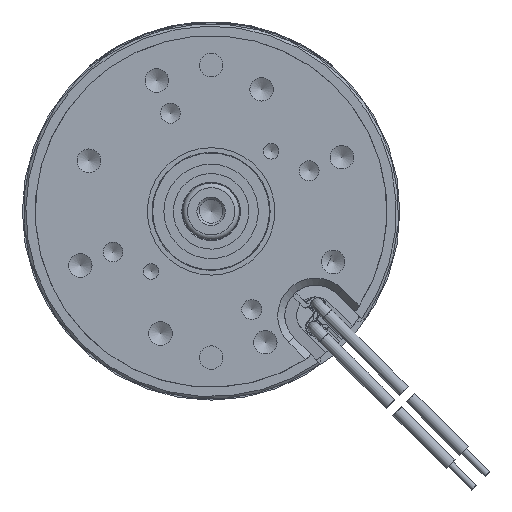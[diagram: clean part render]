
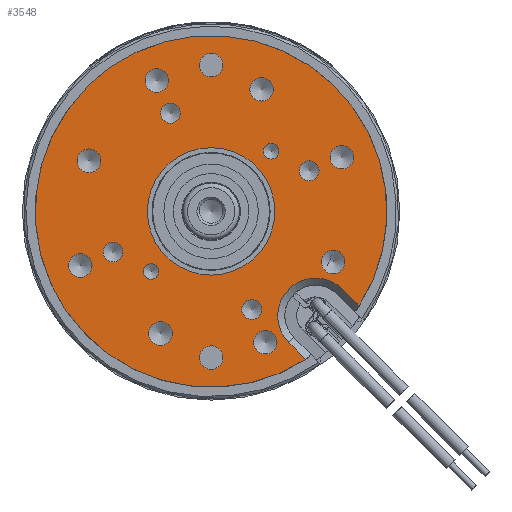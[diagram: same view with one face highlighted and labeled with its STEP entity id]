
A CAD part, left-side view. The second image highlights one B-rep face of the part: STEP entity #3548.
In plain terms, the highlighted planar face has unit normal (-1, 0, 0).
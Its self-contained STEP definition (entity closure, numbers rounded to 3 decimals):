
#1160=LINE('',#20482,#1919);
#1161=LINE('',#20486,#1920);
#1919=VECTOR('',#13595,1.);
#1920=VECTOR('',#13598,1.);
#2848=PLANE('',#11571);
#3548=ADVANCED_FACE('',(#4115,#4116,#4117,#4118,#4119,#4120,#4121,#4122,
#4123,#4124,#4125,#4126,#4127,#4128,#4129,#4130,#4131,#4132),#2848,.T.);
#4115=FACE_BOUND('',#4680,.T.);
#4116=FACE_BOUND('',#4681,.T.);
#4117=FACE_BOUND('',#4682,.T.);
#4118=FACE_BOUND('',#4683,.T.);
#4119=FACE_BOUND('',#4684,.T.);
#4120=FACE_BOUND('',#4685,.T.);
#4121=FACE_BOUND('',#4686,.T.);
#4122=FACE_BOUND('',#4687,.T.);
#4123=FACE_BOUND('',#4688,.T.);
#4124=FACE_BOUND('',#4689,.T.);
#4125=FACE_BOUND('',#4690,.T.);
#4126=FACE_BOUND('',#4691,.T.);
#4127=FACE_BOUND('',#4692,.T.);
#4128=FACE_BOUND('',#4693,.T.);
#4129=FACE_BOUND('',#4694,.T.);
#4130=FACE_BOUND('',#4695,.T.);
#4131=FACE_BOUND('',#4696,.T.);
#4132=FACE_BOUND('',#4697,.T.);
#4680=EDGE_LOOP('',(#6371));
#4681=EDGE_LOOP('',(#6372));
#4682=EDGE_LOOP('',(#6373));
#4683=EDGE_LOOP('',(#6374));
#4684=EDGE_LOOP('',(#6375));
#4685=EDGE_LOOP('',(#6376));
#4686=EDGE_LOOP('',(#6377));
#4687=EDGE_LOOP('',(#6378));
#4688=EDGE_LOOP('',(#6379));
#4689=EDGE_LOOP('',(#6380));
#4690=EDGE_LOOP('',(#6381));
#4691=EDGE_LOOP('',(#6382));
#4692=EDGE_LOOP('',(#6383));
#4693=EDGE_LOOP('',(#6384));
#4694=EDGE_LOOP('',(#6385));
#4695=EDGE_LOOP('',(#6386));
#4696=EDGE_LOOP('',(#6387));
#4697=EDGE_LOOP('',(#6388,#6389,#6390,#6391));
#6371=ORIENTED_EDGE('',*,*,#9712,.T.);
#6372=ORIENTED_EDGE('',*,*,#9713,.T.);
#6373=ORIENTED_EDGE('',*,*,#9714,.T.);
#6374=ORIENTED_EDGE('',*,*,#9715,.T.);
#6375=ORIENTED_EDGE('',*,*,#9716,.T.);
#6376=ORIENTED_EDGE('',*,*,#9717,.T.);
#6377=ORIENTED_EDGE('',*,*,#9718,.T.);
#6378=ORIENTED_EDGE('',*,*,#9719,.T.);
#6379=ORIENTED_EDGE('',*,*,#9720,.T.);
#6380=ORIENTED_EDGE('',*,*,#9721,.T.);
#6381=ORIENTED_EDGE('',*,*,#9722,.T.);
#6382=ORIENTED_EDGE('',*,*,#9723,.T.);
#6383=ORIENTED_EDGE('',*,*,#9724,.T.);
#6384=ORIENTED_EDGE('',*,*,#9725,.T.);
#6385=ORIENTED_EDGE('',*,*,#9726,.T.);
#6386=ORIENTED_EDGE('',*,*,#9727,.T.);
#6387=ORIENTED_EDGE('',*,*,#9728,.T.);
#6388=ORIENTED_EDGE('',*,*,#9729,.T.);
#6389=ORIENTED_EDGE('',*,*,#9730,.T.);
#6390=ORIENTED_EDGE('',*,*,#9731,.F.);
#6391=ORIENTED_EDGE('',*,*,#9732,.T.);
#8562=VERTEX_POINT('',#20446);
#8563=VERTEX_POINT('',#20448);
#8564=VERTEX_POINT('',#20450);
#8565=VERTEX_POINT('',#20452);
#8566=VERTEX_POINT('',#20454);
#8567=VERTEX_POINT('',#20456);
#8568=VERTEX_POINT('',#20458);
#8569=VERTEX_POINT('',#20460);
#8570=VERTEX_POINT('',#20462);
#8571=VERTEX_POINT('',#20464);
#8572=VERTEX_POINT('',#20466);
#8573=VERTEX_POINT('',#20468);
#8574=VERTEX_POINT('',#20470);
#8575=VERTEX_POINT('',#20472);
#8576=VERTEX_POINT('',#20474);
#8577=VERTEX_POINT('',#20476);
#8578=VERTEX_POINT('',#20478);
#8579=VERTEX_POINT('',#20480);
#8580=VERTEX_POINT('',#20481);
#8581=VERTEX_POINT('',#20483);
#8582=VERTEX_POINT('',#20485);
#9712=EDGE_CURVE('',#8562,#8562,#10746,.T.);
#9713=EDGE_CURVE('',#8563,#8563,#10747,.T.);
#9714=EDGE_CURVE('',#8564,#8564,#10748,.T.);
#9715=EDGE_CURVE('',#8565,#8565,#10749,.T.);
#9716=EDGE_CURVE('',#8566,#8566,#10750,.T.);
#9717=EDGE_CURVE('',#8567,#8567,#10751,.T.);
#9718=EDGE_CURVE('',#8568,#8568,#10752,.T.);
#9719=EDGE_CURVE('',#8569,#8569,#10753,.T.);
#9720=EDGE_CURVE('',#8570,#8570,#10754,.T.);
#9721=EDGE_CURVE('',#8571,#8571,#10755,.T.);
#9722=EDGE_CURVE('',#8572,#8572,#10756,.T.);
#9723=EDGE_CURVE('',#8573,#8573,#10757,.T.);
#9724=EDGE_CURVE('',#8574,#8574,#10758,.T.);
#9725=EDGE_CURVE('',#8575,#8575,#10759,.T.);
#9726=EDGE_CURVE('',#8576,#8576,#10760,.T.);
#9727=EDGE_CURVE('',#8577,#8577,#10761,.T.);
#9728=EDGE_CURVE('',#8578,#8578,#10762,.T.);
#9729=EDGE_CURVE('',#8579,#8580,#10763,.T.);
#9730=EDGE_CURVE('',#8580,#8581,#1160,.T.);
#9731=EDGE_CURVE('',#8582,#8581,#10764,.T.);
#9732=EDGE_CURVE('',#8582,#8579,#1161,.T.);
#10746=CIRCLE('',#11552,1.65);
#10747=CIRCLE('',#11553,1.65);
#10748=CIRCLE('',#11554,2.5);
#10749=CIRCLE('',#11555,2.5);
#10750=CIRCLE('',#11556,2.5);
#10751=CIRCLE('',#11557,2.5);
#10752=CIRCLE('',#11558,2.5);
#10753=CIRCLE('',#11559,2.5);
#10754=CIRCLE('',#11560,2.5);
#10755=CIRCLE('',#11561,2.5);
#10756=CIRCLE('',#11562,2.5);
#10757=CIRCLE('',#11563,2.5);
#10758=CIRCLE('',#11564,2.1);
#10759=CIRCLE('',#11565,2.1);
#10760=CIRCLE('',#11566,2.1);
#10761=CIRCLE('',#11567,2.1);
#10762=CIRCLE('',#11568,13.5);
#10763=CIRCLE('',#11569,8.);
#10764=CIRCLE('',#11570,37.25);
#11552=AXIS2_PLACEMENT_3D('',#20445,#13559,#13560);
#11553=AXIS2_PLACEMENT_3D('',#20447,#13561,#13562);
#11554=AXIS2_PLACEMENT_3D('',#20449,#13563,#13564);
#11555=AXIS2_PLACEMENT_3D('',#20451,#13565,#13566);
#11556=AXIS2_PLACEMENT_3D('',#20453,#13567,#13568);
#11557=AXIS2_PLACEMENT_3D('',#20455,#13569,#13570);
#11558=AXIS2_PLACEMENT_3D('',#20457,#13571,#13572);
#11559=AXIS2_PLACEMENT_3D('',#20459,#13573,#13574);
#11560=AXIS2_PLACEMENT_3D('',#20461,#13575,#13576);
#11561=AXIS2_PLACEMENT_3D('',#20463,#13577,#13578);
#11562=AXIS2_PLACEMENT_3D('',#20465,#13579,#13580);
#11563=AXIS2_PLACEMENT_3D('',#20467,#13581,#13582);
#11564=AXIS2_PLACEMENT_3D('',#20469,#13583,#13584);
#11565=AXIS2_PLACEMENT_3D('',#20471,#13585,#13586);
#11566=AXIS2_PLACEMENT_3D('',#20473,#13587,#13588);
#11567=AXIS2_PLACEMENT_3D('',#20475,#13589,#13590);
#11568=AXIS2_PLACEMENT_3D('',#20477,#13591,#13592);
#11569=AXIS2_PLACEMENT_3D('',#20479,#13593,#13594);
#11570=AXIS2_PLACEMENT_3D('',#20484,#13596,#13597);
#11571=AXIS2_PLACEMENT_3D('',#20487,#13599,#13600);
#13559=DIRECTION('',(1.,0.,0.));
#13560=DIRECTION('',(0.,1.,0.));
#13561=DIRECTION('',(1.,0.,0.));
#13562=DIRECTION('',(0.,1.,0.));
#13563=DIRECTION('',(1.,0.,0.));
#13564=DIRECTION('',(0.,1.,0.));
#13565=DIRECTION('',(1.,0.,0.));
#13566=DIRECTION('',(0.,1.,0.));
#13567=DIRECTION('',(1.,0.,0.));
#13568=DIRECTION('',(0.,1.,0.));
#13569=DIRECTION('',(1.,0.,0.));
#13570=DIRECTION('',(0.,1.,0.));
#13571=DIRECTION('',(1.,0.,0.));
#13572=DIRECTION('',(0.,1.,0.));
#13573=DIRECTION('',(1.,0.,0.));
#13574=DIRECTION('',(0.,1.,0.));
#13575=DIRECTION('',(1.,0.,0.));
#13576=DIRECTION('',(0.,1.,0.));
#13577=DIRECTION('',(1.,0.,0.));
#13578=DIRECTION('',(0.,1.,0.));
#13579=DIRECTION('',(1.,0.,0.));
#13580=DIRECTION('',(0.,1.,0.));
#13581=DIRECTION('',(1.,0.,0.));
#13582=DIRECTION('',(0.,1.,0.));
#13583=DIRECTION('',(1.,0.,0.));
#13584=DIRECTION('',(0.,1.,0.));
#13585=DIRECTION('',(1.,0.,0.));
#13586=DIRECTION('',(0.,1.,0.));
#13587=DIRECTION('',(1.,0.,0.));
#13588=DIRECTION('',(0.,1.,0.));
#13589=DIRECTION('',(1.,0.,0.));
#13590=DIRECTION('',(0.,1.,0.));
#13591=DIRECTION('',(1.,0.,0.));
#13592=DIRECTION('',(0.,1.,0.));
#13593=DIRECTION('',(1.,0.,0.));
#13594=DIRECTION('',(0.,-1.,0.));
#13595=DIRECTION('',(0.,-0.707,-0.707));
#13596=DIRECTION('',(1.,0.,0.));
#13597=DIRECTION('',(0.,1.,0.));
#13598=DIRECTION('',(0.,0.707,0.707));
#13599=DIRECTION('',(-1.,0.,0.));
#13600=DIRECTION('',(0.,-1.,0.));
#20445=CARTESIAN_POINT('',(-162.,-12.728,12.728));
#20446=CARTESIAN_POINT('',(-162.,-11.078,12.728));
#20447=CARTESIAN_POINT('',(-162.,12.728,-12.728));
#20448=CARTESIAN_POINT('',(-162.,14.378,-12.728));
#20449=CARTESIAN_POINT('',(-162.,0.,-31.));
#20450=CARTESIAN_POINT('',(-162.,2.5,-31.));
#20451=CARTESIAN_POINT('',(-162.,0.,31.));
#20452=CARTESIAN_POINT('',(-162.,2.5,31.));
#20453=CARTESIAN_POINT('',(-162.,10.715,-25.869));
#20454=CARTESIAN_POINT('',(-162.,13.215,-25.869));
#20455=CARTESIAN_POINT('',(-162.,-10.715,25.869));
#20456=CARTESIAN_POINT('',(-162.,-8.215,25.869));
#20457=CARTESIAN_POINT('',(-162.,25.869,10.715));
#20458=CARTESIAN_POINT('',(-162.,28.369,10.715));
#20459=CARTESIAN_POINT('',(-162.,-25.869,-10.715));
#20460=CARTESIAN_POINT('',(-162.,-23.369,-10.715));
#20461=CARTESIAN_POINT('',(-162.,-11.481,-27.716));
#20462=CARTESIAN_POINT('',(-162.,-8.981,-27.716));
#20463=CARTESIAN_POINT('',(-162.,27.716,-11.481));
#20464=CARTESIAN_POINT('',(-162.,30.216,-11.481));
#20465=CARTESIAN_POINT('',(-162.,-27.716,11.481));
#20466=CARTESIAN_POINT('',(-162.,-25.216,11.481));
#20467=CARTESIAN_POINT('',(-162.,11.481,27.716));
#20468=CARTESIAN_POINT('',(-162.,13.981,27.716));
#20469=CARTESIAN_POINT('',(-162.,-20.787,8.61));
#20470=CARTESIAN_POINT('',(-162.,-18.687,8.61));
#20471=CARTESIAN_POINT('',(-162.,20.787,-8.61));
#20472=CARTESIAN_POINT('',(-162.,22.887,-8.61));
#20473=CARTESIAN_POINT('',(-162.,8.61,20.787));
#20474=CARTESIAN_POINT('',(-162.,10.71,20.787));
#20475=CARTESIAN_POINT('',(-162.,-8.61,-20.787));
#20476=CARTESIAN_POINT('',(-162.,-6.51,-20.787));
#20477=CARTESIAN_POINT('',(-162.,0.,0.));
#20478=CARTESIAN_POINT('',(-162.,13.5,0.));
#20479=CARTESIAN_POINT('',(-162.,-22.132,-22.132));
#20480=CARTESIAN_POINT('',(-162.,-16.476,-27.789));
#20481=CARTESIAN_POINT('',(-162.,-27.789,-16.476));
#20482=CARTESIAN_POINT('',(-162.,14.218,25.532));
#20483=CARTESIAN_POINT('',(-162.,-31.382,-20.068));
#20484=CARTESIAN_POINT('',(-162.,0.,0.));
#20485=CARTESIAN_POINT('',(-162.,-20.068,-31.382));
#20486=CARTESIAN_POINT('',(-162.,25.532,14.218));
#20487=CARTESIAN_POINT('',(-162.,39.75,0.));
